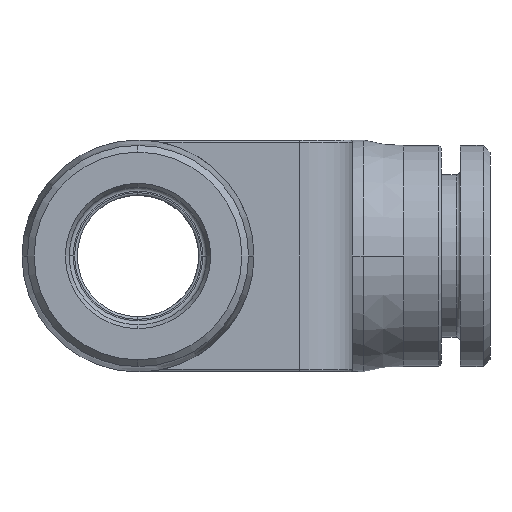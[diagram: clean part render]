
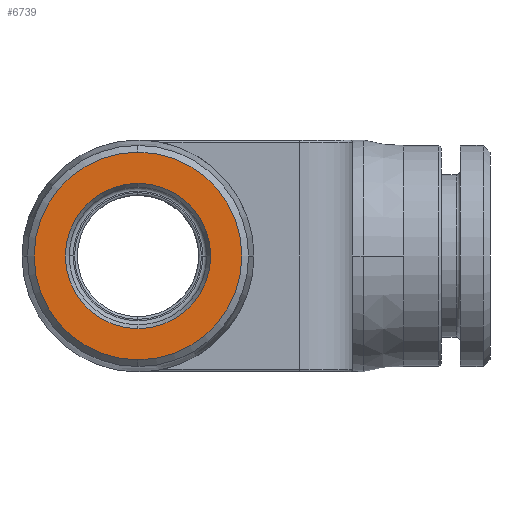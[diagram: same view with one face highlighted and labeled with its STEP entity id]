
A CAD part, left-side view. The second image highlights one B-rep face of the part: STEP entity #6739.
In plain terms, the highlighted planar face has unit normal (-1, 0, 0).
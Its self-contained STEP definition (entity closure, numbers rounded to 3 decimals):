
#2081=CARTESIAN_POINT('',(-26.1,0.,0.));
#2082=DIRECTION('',(-1.,0.,0.));
#2083=DIRECTION('',(0.,0.,-1.));
#2084=AXIS2_PLACEMENT_3D('',#2081,#2082,#2083);
#2094=CARTESIAN_POINT('',(-26.1,0.,0.));
#2095=DIRECTION('',(1.,0.,0.));
#2096=DIRECTION('',(0.,0.,-1.));
#2097=AXIS2_PLACEMENT_3D('',#2094,#2095,#2096);
#2099=CARTESIAN_POINT('',(-26.1,0.,0.));
#2100=DIRECTION('',(1.,0.,0.));
#2101=DIRECTION('',(0.,0.,-1.));
#2102=AXIS2_PLACEMENT_3D('',#2099,#2100,#2101);
#2104=CARTESIAN_POINT('',(-26.1,0.,0.));
#2105=DIRECTION('',(-1.,0.,0.));
#2106=DIRECTION('',(0.,0.,-1.));
#2107=AXIS2_PLACEMENT_3D('',#2104,#2105,#2106);
#4192=CARTESIAN_POINT('',(-26.1,0.,-5.389));
#4194=VERTEX_POINT('',#4192);
#4195=CARTESIAN_POINT('',(-26.1,0.,-7.7));
#4197=VERTEX_POINT('',#4195);
#4202=CARTESIAN_POINT('',(-26.1,0.,5.389));
#4204=VERTEX_POINT('',#4202);
#4205=CARTESIAN_POINT('',(-26.1,0.,7.7));
#4207=VERTEX_POINT('',#4205);
#6724=CARTESIAN_POINT('',(-26.1,0.,0.));
#6725=DIRECTION('',(-1.,0.,0.));
#6726=DIRECTION('',(0.,0.,1.));
#6727=AXIS2_PLACEMENT_3D('',#6724,#6725,#6726);
#6728=PLANE('',#6727);
#6729=ORIENTED_EDGE('',*,*,#6703,.F.);
#6730=ORIENTED_EDGE('',*,*,#6719,.T.);
#6731=EDGE_LOOP('',(#6729,#6730));
#6732=FACE_OUTER_BOUND('',#6731,.F.);
#6734=ORIENTED_EDGE('',*,*,#6733,.F.);
#6736=ORIENTED_EDGE('',*,*,#6735,.T.);
#6737=EDGE_LOOP('',(#6734,#6736));
#6738=FACE_BOUND('',#6737,.F.);
#6739=ADVANCED_FACE('',(#6732,#6738),#6728,.T.);
#2085=CIRCLE('',#2084,7.7);
#2098=CIRCLE('',#2097,7.7);
#2103=CIRCLE('',#2102,5.389);
#2108=CIRCLE('',#2107,5.389);
#6703=EDGE_CURVE('',#4197,#4207,#2085,.T.);
#6719=EDGE_CURVE('',#4197,#4207,#2098,.T.);
#6733=EDGE_CURVE('',#4194,#4204,#2103,.T.);
#6735=EDGE_CURVE('',#4194,#4204,#2108,.T.);
